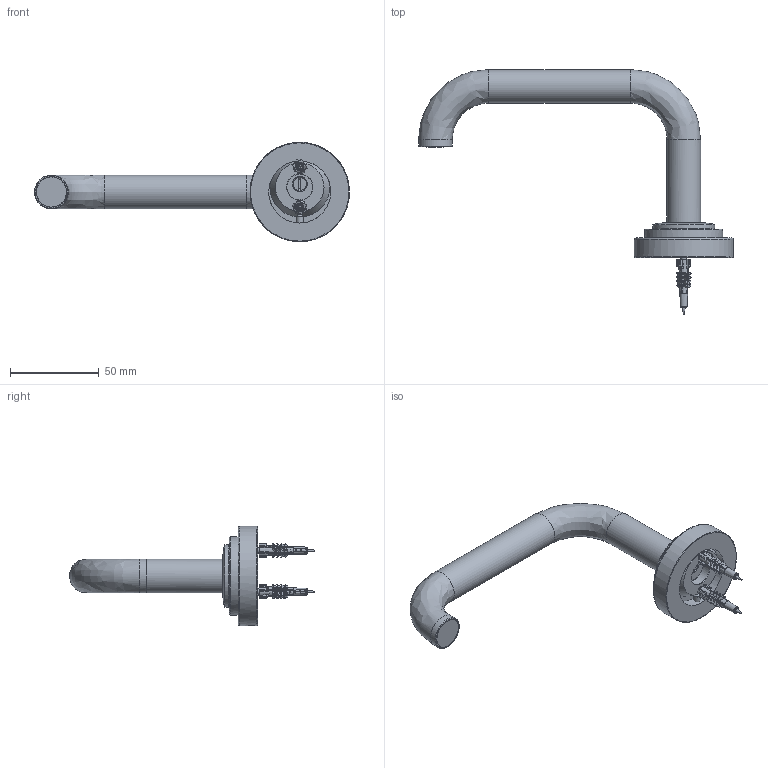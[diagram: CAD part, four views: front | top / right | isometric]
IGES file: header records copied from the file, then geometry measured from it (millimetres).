
Global section: file name: N7637-RH-F; native system: Autodesk Inventor 2020; preprocessor: unknown; author: rclarke; date: 20201026.083018; units: millimetre
Bounding box: 177.5 x 138.09 x 56 mm (x, y, z)
Volume: 50907.5 mm3; surface area: 50686.3 mm2
Topology: 15 solids, 15 shells, 614 faces, 1782 edges, 1196 vertices
Faces by surface type: bspline 614
